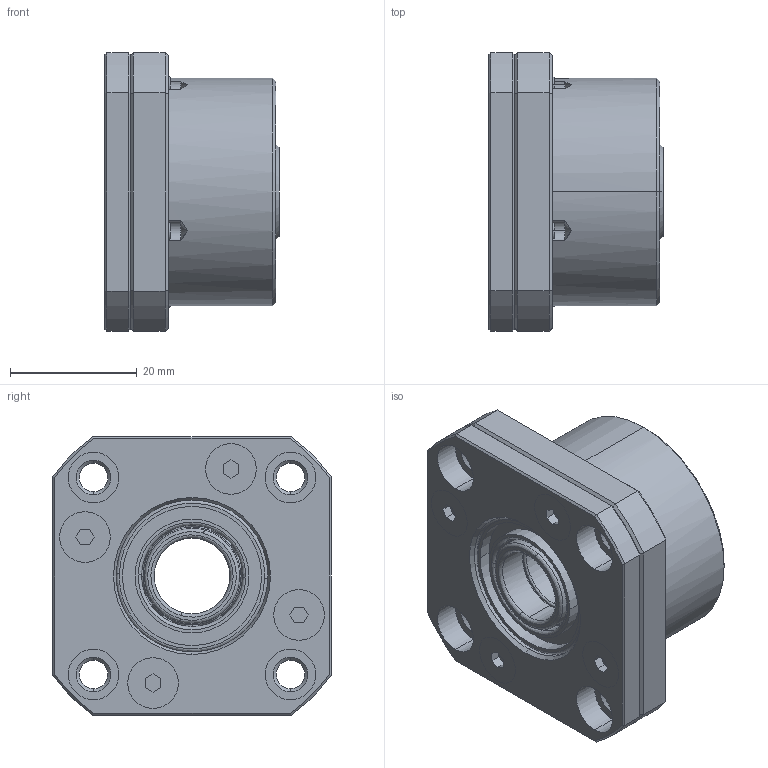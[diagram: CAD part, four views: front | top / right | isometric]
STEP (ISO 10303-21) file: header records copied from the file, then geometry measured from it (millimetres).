
FILE_DESCRIPTION (( 'STEP AP203' ), '1' );
FILE_NAME ('FK12_WBK12.STEP', '2015-03-16T19:28:16', ( 'Jim Meade' ), ( 'Hewlett-Packard' ), 'SwSTEP 2.0', 'SolidWorks 2015', '' );
FILE_SCHEMA (( 'CONFIG_CONTROL_DESIGN' ));
Length unit declared in the file: millimetre
Products named in the file (1): FK12_WBK12
Bounding box: 27.5 x 44 x 44 mm (x, y, z)
Volume: 26671.5 mm3; surface area: 22869.2 mm2
Topology: 38 solids, 38 shells, 423 faces, 1052 edges, 612 vertices
Faces by surface type: bspline 132, cylinder 110, cone 92, plane 89
Entity records: 13583 total; most frequent: CARTESIAN_POINT 4254, DIRECTION 1990, ORIENTED_EDGE 1900, EDGE_CURVE 950, AXIS2_PLACEMENT_3D 844, VERTEX_POINT 612, CIRCLE 552, EDGE_LOOP 484
